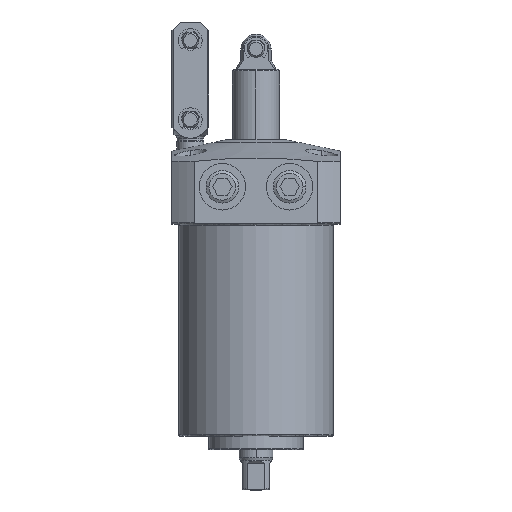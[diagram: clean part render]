
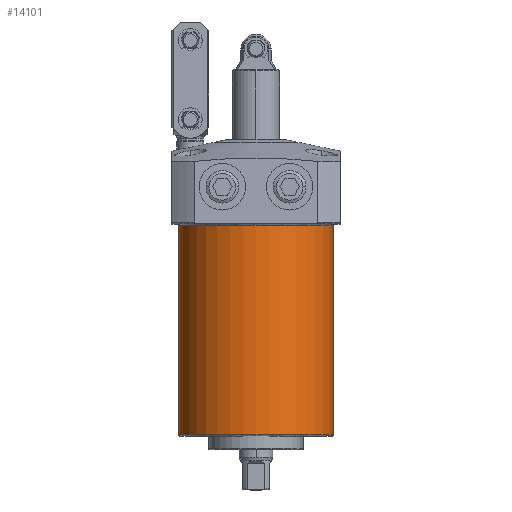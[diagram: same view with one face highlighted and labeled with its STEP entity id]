
A CAD part, top view. The second image highlights one B-rep face of the part: STEP entity #14101.
In plain terms, the highlighted cylindrical face has radius 23 mm (diameter 46 mm), a partial arc.
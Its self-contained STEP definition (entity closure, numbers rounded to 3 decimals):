
#316 = VERTEX_POINT ( 'NONE', #9789 ) ;
#319 = VERTEX_POINT ( 'NONE', #9786 ) ;
#327 = VERTEX_POINT ( 'NONE', #9779 ) ;
#642 = VERTEX_POINT ( 'NONE', #9683 ) ;
#3573 = DIRECTION ( 'NONE',  ( -1., 0., 0. ) ) ;
#3574 = DIRECTION ( 'NONE',  ( 0., 1., 0. ) ) ;
#3590 = CARTESIAN_POINT ( 'NONE',  ( 0., 0., 0. ) ) ;
#5482 = DIRECTION ( 'NONE',  ( -1., 0., 0. ) ) ;
#5483 = DIRECTION ( 'NONE',  ( 0., -1., 0. ) ) ;
#5484 = CARTESIAN_POINT ( 'NONE',  ( 0., -24.6, 0. ) ) ;
#5664 = DIRECTION ( 'NONE',  ( -1., 0., 0. ) ) ;
#5665 = DIRECTION ( 'NONE',  ( 0., 1., 0. ) ) ;
#5666 = CARTESIAN_POINT ( 'NONE',  ( 0., -86.8, 0. ) ) ;
#5667 = DIRECTION ( 'NONE',  ( 0., 1., 0. ) ) ;
#5668 = CARTESIAN_POINT ( 'NONE',  ( 23., 0., 0. ) ) ;
#5680 = DIRECTION ( 'NONE',  ( 0., 1., 0. ) ) ;
#5681 = CARTESIAN_POINT ( 'NONE',  ( -23., 0., 0. ) ) ;
#6367 = CYLINDRICAL_SURFACE ( 'NONE', #6905, 23. ) ;
#6379 = FACE_OUTER_BOUND ( 'NONE', #9194, .T. ) ;
#6665 = AXIS2_PLACEMENT_3D ( 'NONE', #5666, #5665, #5664 ) ;
#6679 = AXIS2_PLACEMENT_3D ( 'NONE', #5484, #5483, #5482 ) ;
#6905 = AXIS2_PLACEMENT_3D ( 'NONE', #3590, #3574, #3573 ) ;
#9194 = EDGE_LOOP ( 'NONE', ( #9260, #9263, #9264, #9249 ) ) ;
#9249 = ORIENTED_EDGE ( 'NONE', *, *, #12723, .F. ) ;
#9260 = ORIENTED_EDGE ( 'NONE', *, *, #12725, .T. ) ;
#9263 = ORIENTED_EDGE ( 'NONE', *, *, #12724, .T. ) ;
#9264 = ORIENTED_EDGE ( 'NONE', *, *, #12744, .T. ) ;
#9683 = CARTESIAN_POINT ( 'NONE',  ( 23., -24.6, 0. ) ) ;
#9779 = CARTESIAN_POINT ( 'NONE',  ( -23., -24.6, 0. ) ) ;
#9786 = CARTESIAN_POINT ( 'NONE',  ( 23., -86.8, 0. ) ) ;
#9789 = CARTESIAN_POINT ( 'NONE',  ( -23., -86.8, 0. ) ) ;
#10655 = CIRCLE ( 'NONE', #6679, 23. ) ;
#10668 = VECTOR ( 'NONE', #5667, 1000. ) ;
#10670 = VECTOR ( 'NONE', #5680, 1000. ) ;
#10671 = LINE ( 'NONE', #5668, #10668 ) ;
#10672 = LINE ( 'NONE', #5681, #10670 ) ;
#10675 = CIRCLE ( 'NONE', #6665, 23. ) ;
#12723 = EDGE_CURVE ( 'NONE', #316, #327, #10672, .T. ) ;
#12724 = EDGE_CURVE ( 'NONE', #319, #642, #10671, .T. ) ;
#12725 = EDGE_CURVE ( 'NONE', #316, #319, #10675, .T. ) ;
#12744 = EDGE_CURVE ( 'NONE', #642, #327, #10655, .T. ) ;
#14101 = ADVANCED_FACE ( 'NONE', ( #6379 ), #6367, .T. ) ;
